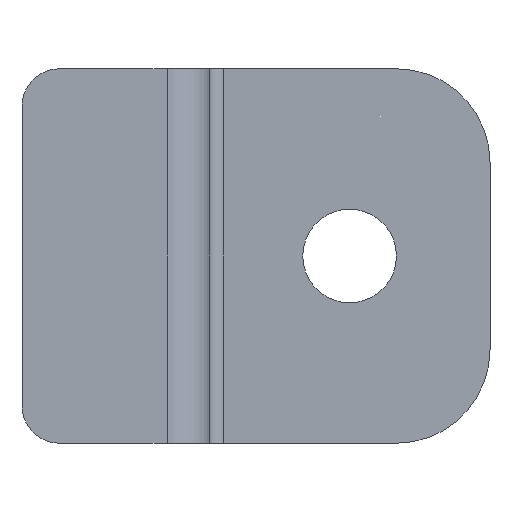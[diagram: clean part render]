
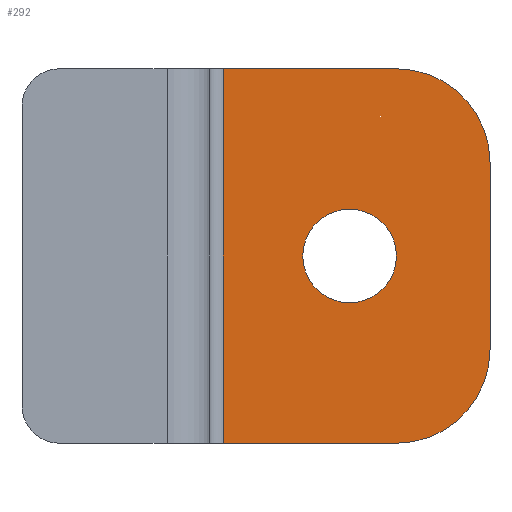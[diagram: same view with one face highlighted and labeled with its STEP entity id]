
A CAD part, front view. The second image highlights one B-rep face of the part: STEP entity #292.
In plain terms, the highlighted planar face has unit normal (0, -1, 0).
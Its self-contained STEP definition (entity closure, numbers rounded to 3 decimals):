
#6 = DIRECTION ( 'NONE',  ( 0., 1., 0. ) ) ;
#34 = VECTOR ( 'NONE', #575, 1000. ) ;
#35 = CARTESIAN_POINT ( 'NONE',  ( 124.499, 8., -10. ) ) ;
#44 = CARTESIAN_POINT ( 'NONE',  ( 119.499, 8., -5. ) ) ;
#46 = ORIENTED_EDGE ( 'NONE', *, *, #547, .T. ) ;
#58 = CARTESIAN_POINT ( 'NONE',  ( 110.249, 8., 10. ) ) ;
#63 = CIRCLE ( 'NONE', #318, 2.5 ) ;
#69 = VERTEX_POINT ( 'NONE', #671 ) ;
#73 = EDGE_CURVE ( 'NONE', #282, #386, #596, .T. ) ;
#74 = AXIS2_PLACEMENT_3D ( 'NONE', #346, #348, #613 ) ;
#88 = CARTESIAN_POINT ( 'NONE',  ( 119.499, 8., 10. ) ) ;
#108 = CARTESIAN_POINT ( 'NONE',  ( 124.499, 8., -5. ) ) ;
#114 = LINE ( 'NONE', #130, #219 ) ;
#119 = EDGE_LOOP ( 'NONE', ( #173, #483, #152, #655, #289, #619 ) ) ;
#122 = AXIS2_PLACEMENT_3D ( 'NONE', #519, #6, #463 ) ;
#130 = CARTESIAN_POINT ( 'NONE',  ( 124.499, 8., -10. ) ) ;
#145 = EDGE_CURVE ( 'NONE', #386, #229, #218, .T. ) ;
#152 = ORIENTED_EDGE ( 'NONE', *, *, #363, .F. ) ;
#173 = ORIENTED_EDGE ( 'NONE', *, *, #145, .T. ) ;
#176 = VERTEX_POINT ( 'NONE', #108 ) ;
#177 = DIRECTION ( 'NONE',  ( 0., 0., -1. ) ) ;
#181 = CARTESIAN_POINT ( 'NONE',  ( 119.499, 8., -10. ) ) ;
#189 = EDGE_CURVE ( 'NONE', #545, #247, #63, .T. ) ;
#208 = CARTESIAN_POINT ( 'NONE',  ( 116.999, 8., 0. ) ) ;
#209 = EDGE_LOOP ( 'NONE', ( #404, #46 ) ) ;
#218 = LINE ( 'NONE', #585, #34 ) ;
#219 = VECTOR ( 'NONE', #474, 1000. ) ;
#221 = CARTESIAN_POINT ( 'NONE',  ( 124.499, 8., -10. ) ) ;
#229 = VERTEX_POINT ( 'NONE', #58 ) ;
#235 = DIRECTION ( 'NONE',  ( -1., 0., 0. ) ) ;
#247 = VERTEX_POINT ( 'NONE', #527 ) ;
#273 = EDGE_CURVE ( 'NONE', #229, #69, #517, .T. ) ;
#277 = AXIS2_PLACEMENT_3D ( 'NONE', #221, #383, #281 ) ;
#278 = VERTEX_POINT ( 'NONE', #181 ) ;
#281 = DIRECTION ( 'NONE',  ( 0., 0., 1. ) ) ;
#282 = VERTEX_POINT ( 'NONE', #328 ) ;
#289 = ORIENTED_EDGE ( 'NONE', *, *, #660, .F. ) ;
#292 = ADVANCED_FACE ( 'NONE', ( #604, #538 ), #588, .F. ) ;
#318 = AXIS2_PLACEMENT_3D ( 'NONE', #208, #578, #378 ) ;
#328 = CARTESIAN_POINT ( 'NONE',  ( 124.499, 8., 5. ) ) ;
#335 = CARTESIAN_POINT ( 'NONE',  ( 110.249, 8., -10. ) ) ;
#346 = CARTESIAN_POINT ( 'NONE',  ( 119.499, 8., 5. ) ) ;
#347 = DIRECTION ( 'NONE',  ( 0., -1., 0. ) ) ;
#348 = DIRECTION ( 'NONE',  ( 0., -1., 0. ) ) ;
#363 = EDGE_CURVE ( 'NONE', #278, #69, #653, .T. ) ;
#369 = EDGE_CURVE ( 'NONE', #278, #176, #415, .T. ) ;
#378 = DIRECTION ( 'NONE',  ( 0., 0., 1. ) ) ;
#383 = DIRECTION ( 'NONE',  ( 0., 1., 0. ) ) ;
#386 = VERTEX_POINT ( 'NONE', #88 ) ;
#391 = CIRCLE ( 'NONE', #122, 2.5 ) ;
#404 = ORIENTED_EDGE ( 'NONE', *, *, #189, .T. ) ;
#405 = DIRECTION ( 'NONE',  ( 0., 0., 1. ) ) ;
#415 = CIRCLE ( 'NONE', #597, 5. ) ;
#463 = DIRECTION ( 'NONE',  ( 0., 0., 1. ) ) ;
#474 = DIRECTION ( 'NONE',  ( 0., 0., -1. ) ) ;
#483 = ORIENTED_EDGE ( 'NONE', *, *, #273, .T. ) ;
#516 = CARTESIAN_POINT ( 'NONE',  ( 116.999, 8., 2.5 ) ) ;
#517 = LINE ( 'NONE', #335, #630 ) ;
#519 = CARTESIAN_POINT ( 'NONE',  ( 116.999, 8., 0. ) ) ;
#527 = CARTESIAN_POINT ( 'NONE',  ( 116.999, 8., -2.5 ) ) ;
#538 = FACE_OUTER_BOUND ( 'NONE', #119, .T. ) ;
#545 = VERTEX_POINT ( 'NONE', #516 ) ;
#547 = EDGE_CURVE ( 'NONE', #247, #545, #391, .T. ) ;
#575 = DIRECTION ( 'NONE',  ( -1., 0., 0. ) ) ;
#578 = DIRECTION ( 'NONE',  ( 0., 1., 0. ) ) ;
#585 = CARTESIAN_POINT ( 'NONE',  ( 124.499, 8., 10. ) ) ;
#588 = PLANE ( 'NONE',  #277 ) ;
#596 = CIRCLE ( 'NONE', #74, 5. ) ;
#597 = AXIS2_PLACEMENT_3D ( 'NONE', #44, #347, #405 ) ;
#604 = FACE_BOUND ( 'NONE', #209, .T. ) ;
#613 = DIRECTION ( 'NONE',  ( 0., 0., 1. ) ) ;
#619 = ORIENTED_EDGE ( 'NONE', *, *, #73, .T. ) ;
#630 = VECTOR ( 'NONE', #177, 1000. ) ;
#653 = LINE ( 'NONE', #35, #662 ) ;
#655 = ORIENTED_EDGE ( 'NONE', *, *, #369, .T. ) ;
#660 = EDGE_CURVE ( 'NONE', #282, #176, #114, .T. ) ;
#662 = VECTOR ( 'NONE', #235, 1000. ) ;
#671 = CARTESIAN_POINT ( 'NONE',  ( 110.249, 8., -10. ) ) ;
